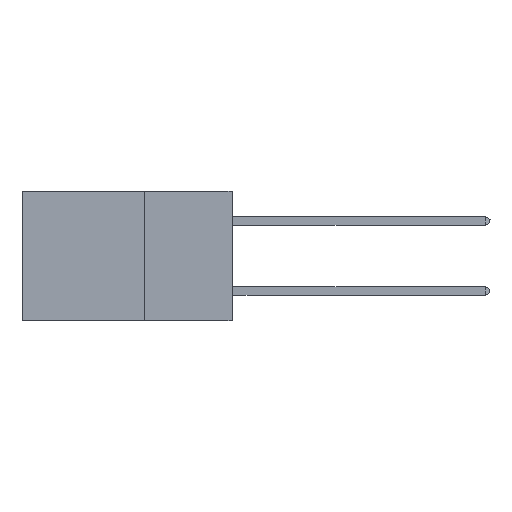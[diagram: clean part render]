
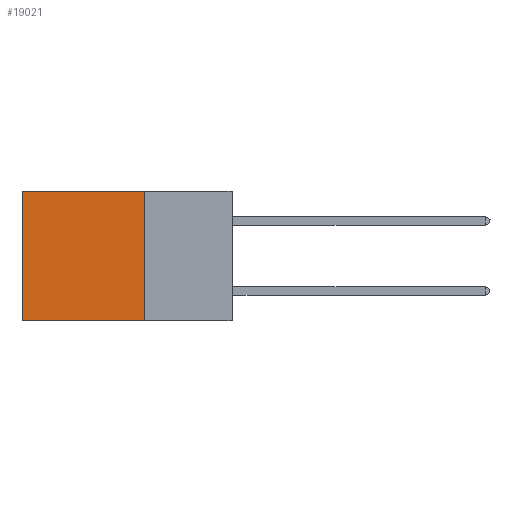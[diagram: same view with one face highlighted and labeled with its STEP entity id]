
A CAD part, left-side view. The second image highlights one B-rep face of the part: STEP entity #19021.
In plain terms, the highlighted planar face has unit normal (-1, 0, 0).
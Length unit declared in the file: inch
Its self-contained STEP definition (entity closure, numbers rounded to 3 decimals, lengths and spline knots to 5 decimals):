
#169 = CARTESIAN_POINT ( 'NONE',  ( 0.2875, 0.25, -0.37 ) ) ;
#363 = VERTEX_POINT ( 'NONE', #3039 ) ;
#2170 = VECTOR ( 'NONE', #9603, 39.37008 ) ;
#2424 = ORIENTED_EDGE ( 'NONE', *, *, #4245, .T. ) ;
#2784 = CARTESIAN_POINT ( 'NONE',  ( 0.2875, 0.25, 0. ) ) ;
#3039 = CARTESIAN_POINT ( 'NONE',  ( 0.2875, 0.6, -0.37 ) ) ;
#3884 = VECTOR ( 'NONE', #11822, 39.37008 ) ;
#4085 = PLANE ( 'NONE',  #14290 ) ;
#4241 = VERTEX_POINT ( 'NONE', #16457 ) ;
#4245 = EDGE_CURVE ( 'NONE', #11314, #17505, #16365, .T. ) ;
#4797 = EDGE_CURVE ( 'NONE', #11314, #4241, #10900, .T. ) ;
#6173 = EDGE_CURVE ( 'NONE', #17505, #363, #11864, .T. ) ;
#6530 = CARTESIAN_POINT ( 'NONE',  ( 0.2875, 0.25, 0. ) ) ;
#7284 = VECTOR ( 'NONE', #11566, 39.37008 ) ;
#8343 = FACE_OUTER_BOUND ( 'NONE', #8738, .T. ) ;
#8738 = EDGE_LOOP ( 'NONE', ( #14174, #13216, #12259, #2424 ) ) ;
#9603 = DIRECTION ( 'NONE',  ( 0., 0., -1. ) ) ;
#10030 = DIRECTION ( 'NONE',  ( 0., 0., -1. ) ) ;
#10900 = LINE ( 'NONE', #6530, #2170 ) ;
#10958 = VECTOR ( 'NONE', #12167, 39.37008 ) ;
#11314 = VERTEX_POINT ( 'NONE', #2784 ) ;
#11407 = CARTESIAN_POINT ( 'NONE',  ( 0.2875, 0.25, 0. ) ) ;
#11566 = DIRECTION ( 'NONE',  ( 0., 0., -1. ) ) ;
#11822 = DIRECTION ( 'NONE',  ( 0., 1., 0. ) ) ;
#11864 = LINE ( 'NONE', #13156, #7284 ) ;
#12167 = DIRECTION ( 'NONE',  ( 0., 1., 0. ) ) ;
#12259 = ORIENTED_EDGE ( 'NONE', *, *, #4797, .F. ) ;
#13156 = CARTESIAN_POINT ( 'NONE',  ( 0.2875, 0.6, 0. ) ) ;
#13216 = ORIENTED_EDGE ( 'NONE', *, *, #16712, .F. ) ;
#14174 = ORIENTED_EDGE ( 'NONE', *, *, #6173, .T. ) ;
#14290 = AXIS2_PLACEMENT_3D ( 'NONE', #11407, #16148, #10030 ) ;
#14792 = CARTESIAN_POINT ( 'NONE',  ( 0.2875, 0.6, 0. ) ) ;
#14879 = CARTESIAN_POINT ( 'NONE',  ( 0.2875, 0.25, 0. ) ) ;
#16148 = DIRECTION ( 'NONE',  ( 1., 0., 0. ) ) ;
#16365 = LINE ( 'NONE', #14879, #3884 ) ;
#16457 = CARTESIAN_POINT ( 'NONE',  ( 0.2875, 0.25, -0.37 ) ) ;
#16712 = EDGE_CURVE ( 'NONE', #4241, #363, #18286, .T. ) ;
#17505 = VERTEX_POINT ( 'NONE', #14792 ) ;
#18286 = LINE ( 'NONE', #169, #10958 ) ;
#19021 = ADVANCED_FACE ( 'NONE', ( #8343 ), #4085, .F. ) ;
